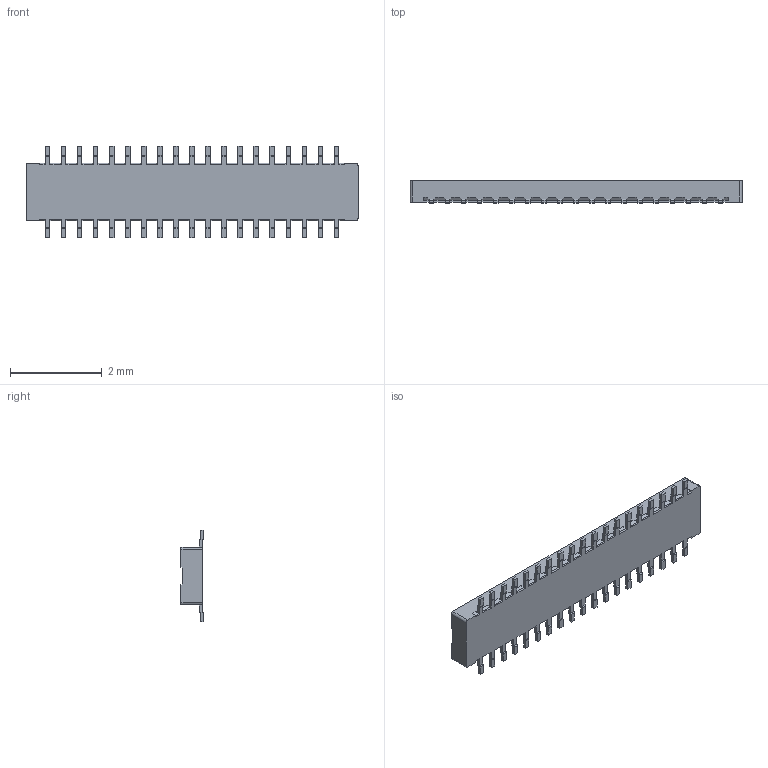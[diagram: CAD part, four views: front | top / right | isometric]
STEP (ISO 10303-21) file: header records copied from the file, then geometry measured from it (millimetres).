
FILE_DESCRIPTION((''),'2;1');
FILE_NAME('5046223410','2015-04-08T',('me'),(''),'PRO/ENGINEER BY PARAMETRIC TECHNOLOGY CORPORATION, 2011490','PRO/ENGINEER BY PARAMETRIC TECHNOLOGY CORPORATION, 2011490','');
FILE_SCHEMA(('CONFIG_CONTROL_DESIGN'));
Length unit declared in the file: millimetre
Products named in the file (1): 5046223410
Bounding box: 7.24 x 0.48 x 2 mm (x, y, z)
Volume: 2.6 mm3; surface area: 35.1 mm2
Topology: 1 solids, 1 shells, 494 faces, 1552 edges, 1060 vertices
Faces by surface type: plane 410, cylinder 84
Entity records: 16749 total; most frequent: CARTESIAN_POINT 2971, ORIENTED_EDGE 2800, DIRECTION 2706, EDGE_CURVE 1400, VECTOR 1380, LINE 1380, VERTEX_POINT 908, AXIS2_PLACEMENT_3D 663
